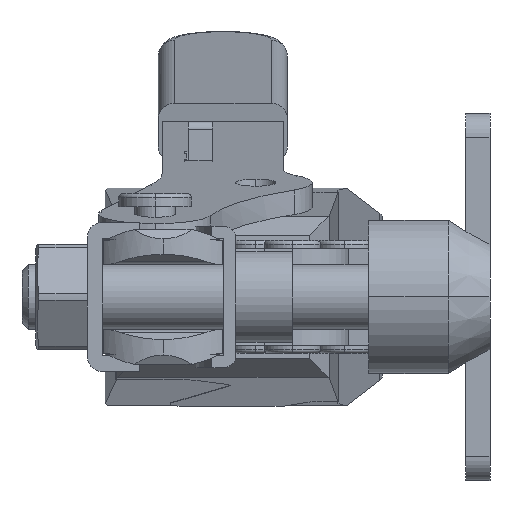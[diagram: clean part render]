
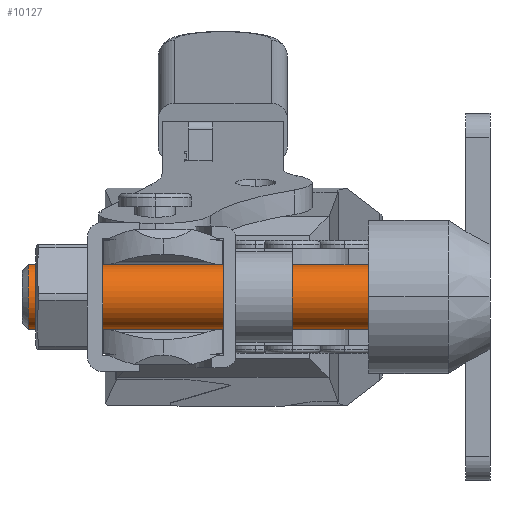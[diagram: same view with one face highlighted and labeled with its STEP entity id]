
A CAD part, left-side view. The second image highlights one B-rep face of the part: STEP entity #10127.
In plain terms, the highlighted cylindrical face has radius 4 mm (diameter 8 mm), a partial arc.
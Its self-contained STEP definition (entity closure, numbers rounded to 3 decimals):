
#566 = DIRECTION ( 'NONE',  ( 0., 0., -1. ) ) ;
#1021 = AXIS2_PLACEMENT_3D ( 'NONE', #7551, #6488, #4445 ) ;
#1054 = AXIS2_PLACEMENT_3D ( 'NONE', #7874, #5627, #566 ) ;
#1227 = DIRECTION ( 'NONE',  ( 0., 1., 0. ) ) ;
#1634 = CARTESIAN_POINT ( 'NONE',  ( 0., 57.233, 4. ) ) ;
#2004 = ORIENTED_EDGE ( 'NONE', *, *, #6513, .F. ) ;
#2259 = VERTEX_POINT ( 'NONE', #10124 ) ;
#2973 = DIRECTION ( 'NONE',  ( 0., -1., 0. ) ) ;
#3267 = CYLINDRICAL_SURFACE ( 'NONE', #1021, 4. ) ;
#3276 = LINE ( 'NONE', #10876, #4405 ) ;
#3802 = AXIS2_PLACEMENT_3D ( 'NONE', #11636, #2973, #11565 ) ;
#3907 = EDGE_CURVE ( 'NONE', #9819, #10329, #7200, .T. ) ;
#3949 = CIRCLE ( 'NONE', #1054, 4. ) ;
#3950 = CARTESIAN_POINT ( 'NONE',  ( 0., 7.7, -4. ) ) ;
#4405 = VECTOR ( 'NONE', #1227, 1000. ) ;
#4445 = DIRECTION ( 'NONE',  ( 0., 0., -1. ) ) ;
#5406 = CIRCLE ( 'NONE', #3802, 4. ) ;
#5627 = DIRECTION ( 'NONE',  ( 0., -1., 0. ) ) ;
#6482 = VERTEX_POINT ( 'NONE', #1634 ) ;
#6488 = DIRECTION ( 'NONE',  ( 0., 1., 0. ) ) ;
#6513 = EDGE_CURVE ( 'NONE', #2259, #9819, #5406, .T. ) ;
#6557 = EDGE_LOOP ( 'NONE', ( #2004, #12548, #8345, #7898 ) ) ;
#6644 = CARTESIAN_POINT ( 'NONE',  ( 0., 13., -4. ) ) ;
#7200 = LINE ( 'NONE', #3950, #11306 ) ;
#7551 = CARTESIAN_POINT ( 'NONE',  ( 0., 7.7, 0. ) ) ;
#7874 = CARTESIAN_POINT ( 'NONE',  ( 0., 57.233, 0. ) ) ;
#7898 = ORIENTED_EDGE ( 'NONE', *, *, #3907, .F. ) ;
#8345 = ORIENTED_EDGE ( 'NONE', *, *, #12647, .T. ) ;
#9819 = VERTEX_POINT ( 'NONE', #6644 ) ;
#10117 = DIRECTION ( 'NONE',  ( 0., 1., 0. ) ) ;
#10124 = CARTESIAN_POINT ( 'NONE',  ( 0., 13., 4. ) ) ;
#10127 = ADVANCED_FACE ( 'NONE', ( #12911 ), #3267, .T. ) ;
#10329 = VERTEX_POINT ( 'NONE', #11405 ) ;
#10876 = CARTESIAN_POINT ( 'NONE',  ( 0., 7.7, 4. ) ) ;
#11306 = VECTOR ( 'NONE', #10117, 1000. ) ;
#11405 = CARTESIAN_POINT ( 'NONE',  ( 0., 57.233, -4. ) ) ;
#11565 = DIRECTION ( 'NONE',  ( 0., 0., -1. ) ) ;
#11636 = CARTESIAN_POINT ( 'NONE',  ( 0., 13., 0. ) ) ;
#12188 = EDGE_CURVE ( 'NONE', #2259, #6482, #3276, .T. ) ;
#12548 = ORIENTED_EDGE ( 'NONE', *, *, #12188, .T. ) ;
#12647 = EDGE_CURVE ( 'NONE', #6482, #10329, #3949, .T. ) ;
#12911 = FACE_OUTER_BOUND ( 'NONE', #6557, .T. ) ;
